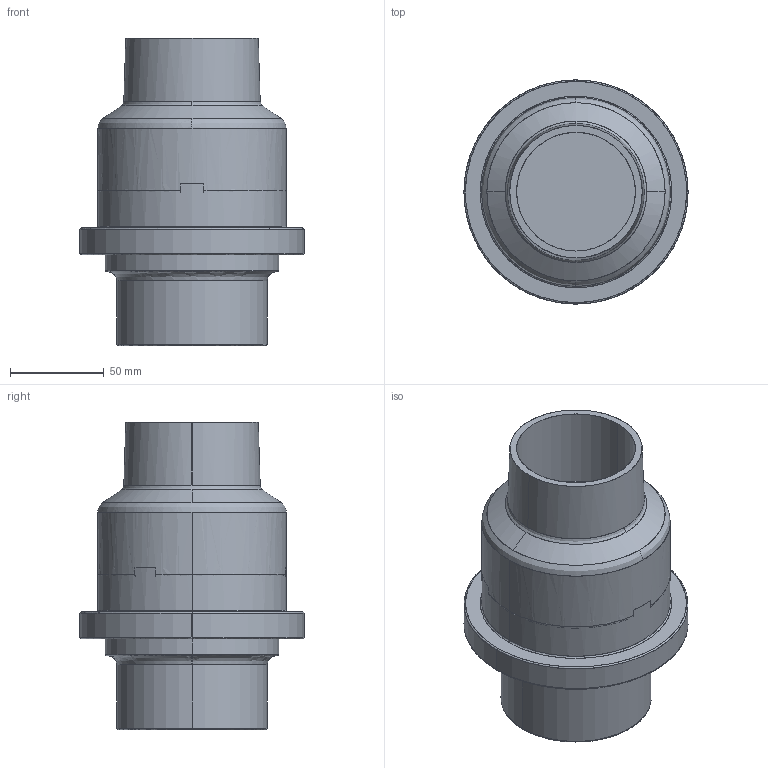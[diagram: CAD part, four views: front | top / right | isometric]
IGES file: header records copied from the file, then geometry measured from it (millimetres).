
Start section: SolidWorks IGES file using analytic representation for surfaces
Global section: file name: 7150.igs; native system: SolidWorks 2013; preprocessor: SolidWorks 2013; author: tmott; date: 140923.111556; units: inch
Bounding box: 119.84 x 119.84 x 164.36 mm (x, y, z)
Surface area: 121315 mm2 (no closed solid volume)
Topology: 0 solids, 0 shells, 69 faces, 1423 edges, 1423 vertices
Faces by surface type: bspline 45, revolution 24
